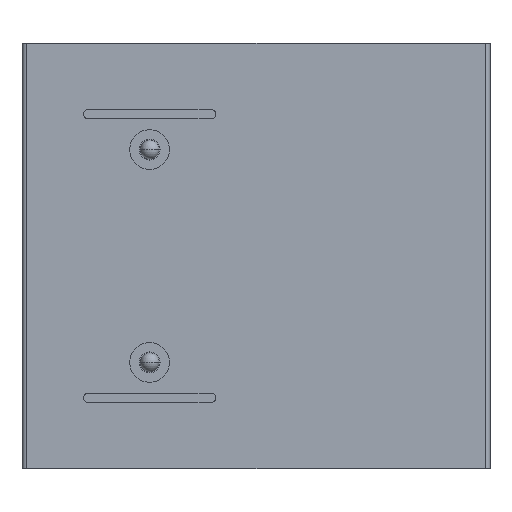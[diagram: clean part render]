
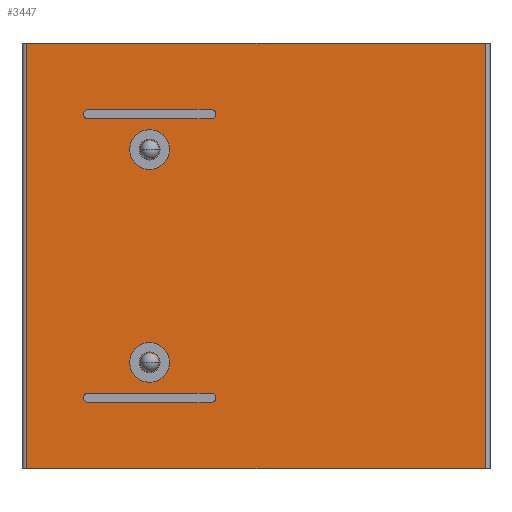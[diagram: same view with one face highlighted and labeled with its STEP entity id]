
A CAD part, left-side view. The second image highlights one B-rep face of the part: STEP entity #3447.
In plain terms, the highlighted planar face has unit normal (-1, 0, 0).
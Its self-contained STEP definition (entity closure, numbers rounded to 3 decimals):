
#3145 = VERTEX_POINT ( 'NONE', #6829 ) ;
#3148 = EDGE_CURVE ( 'NONE', #3145, #3149, #6827, .T. ) ;
#3149 = VERTEX_POINT ( 'NONE', #6823 ) ;
#3426 = VERTEX_POINT ( 'NONE', #7409 ) ;
#3427 = ORIENTED_EDGE ( 'NONE', *, *, #3428, .T. ) ;
#3428 = EDGE_CURVE ( 'NONE', #3426, #3444, #7408, .T. ) ;
#3429 = ORIENTED_EDGE ( 'NONE', *, *, #3443, .F. ) ;
#3443 = EDGE_CURVE ( 'NONE', #3149, #3444, #7489, .T. ) ;
#3444 = VERTEX_POINT ( 'NONE', #7481 ) ;
#3447 = ADVANCED_FACE ( 'NONE', ( #7475 ), #7474, .F. ) ;
#3448 = EDGE_LOOP ( 'NONE', ( #3449, #3450, #3427, #3429 ) ) ;
#3449 = ORIENTED_EDGE ( 'NONE', *, *, #3148, .F. ) ;
#3450 = ORIENTED_EDGE ( 'NONE', *, *, #3451, .T. ) ;
#3451 = EDGE_CURVE ( 'NONE', #3145, #3426, #7469, .T. ) ;
#6823 = CARTESIAN_POINT ( 'NONE',  ( 139.989, 103.85, 0. ) ) ;
#6824 = DIRECTION ( 'NONE',  ( 0., 1., 0. ) ) ;
#6825 = VECTOR ( 'NONE', #6824, 1000. ) ;
#6826 = CARTESIAN_POINT ( 'NONE',  ( 139.989, 55.35, 0. ) ) ;
#6827 = LINE ( 'NONE', #6826, #6825 ) ;
#6829 = CARTESIAN_POINT ( 'NONE',  ( 139.989, 55.35, 0. ) ) ;
#7408 = LINE ( 'NONE', #7468, #7467 ) ;
#7409 = CARTESIAN_POINT ( 'NONE',  ( 139.989, 55.35, 45. ) ) ;
#7466 = DIRECTION ( 'NONE',  ( 0., 1., 0. ) ) ;
#7467 = VECTOR ( 'NONE', #7466, 1000. ) ;
#7468 = CARTESIAN_POINT ( 'NONE',  ( 139.989, 55.35, 45. ) ) ;
#7469 = LINE ( 'NONE', #7529, #7528 ) ;
#7470 = DIRECTION ( 'NONE',  ( 0., 0., -1. ) ) ;
#7471 = DIRECTION ( 'NONE',  ( 1., 0., 0. ) ) ;
#7472 = CARTESIAN_POINT ( 'NONE',  ( 139.989, 55.35, -55.011 ) ) ;
#7473 = AXIS2_PLACEMENT_3D ( 'NONE', #7472, #7471, #7470 ) ;
#7474 = PLANE ( 'NONE',  #7473 ) ;
#7475 = FACE_OUTER_BOUND ( 'NONE', #3448, .T. ) ;
#7481 = CARTESIAN_POINT ( 'NONE',  ( 139.989, 103.85, 45. ) ) ;
#7482 = DIRECTION ( 'NONE',  ( 0., 0., 1. ) ) ;
#7483 = VECTOR ( 'NONE', #7482, 1000. ) ;
#7484 = CARTESIAN_POINT ( 'NONE',  ( 139.989, 103.85, -55.011 ) ) ;
#7489 = LINE ( 'NONE', #7484, #7483 ) ;
#7527 = DIRECTION ( 'NONE',  ( 0., 0., 1. ) ) ;
#7528 = VECTOR ( 'NONE', #7527, 1000. ) ;
#7529 = CARTESIAN_POINT ( 'NONE',  ( 139.989, 55.35, -55.011 ) ) ;
